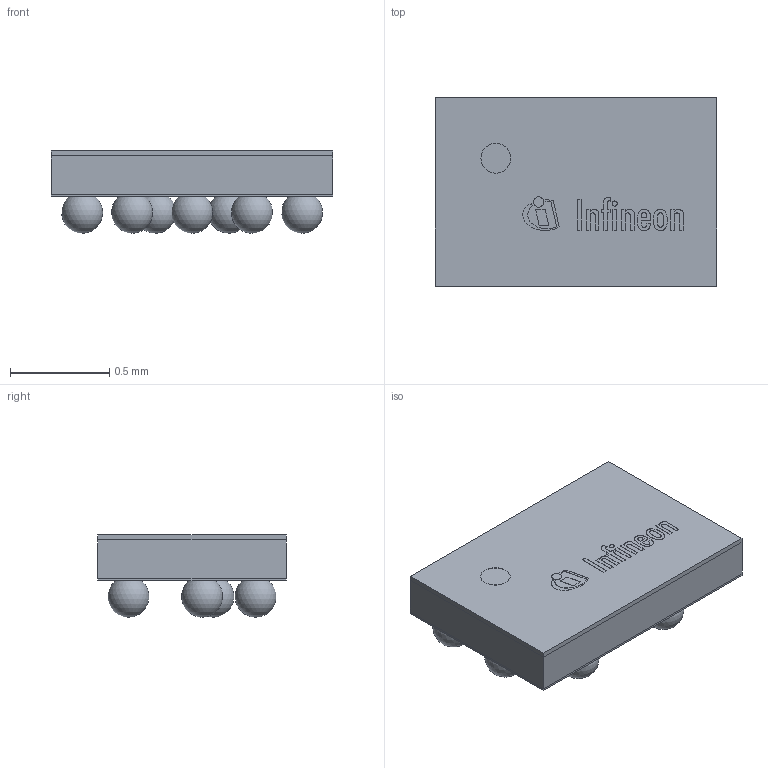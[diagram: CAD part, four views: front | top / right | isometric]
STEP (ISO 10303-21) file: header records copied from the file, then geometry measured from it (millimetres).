
FILE_DESCRIPTION(/* description */ (''),/* implementation_level */ '2;1');
FILE_NAME(/* name */ 'SG-XFWLP-9-1_Z8B00251331_V01_3D.stp',/* time_stamp */ '2024-03-14T17:43:17+05:00',/* author */ ('sivamani'),/* organization */ (''),/* preprocessor_version */ 'ST-DEVELOPER v16.13',/* originating_system */ 'AutoCAD Mechanical',/* authorisation */ '');
FILE_SCHEMA (('AUTOMOTIVE_DESIGN { 1 0 10303 214 3 1 1 }'));
Length unit declared in the file: millimetre
Products named in the file (1): Product
Bounding box: 1.42 x 0.95 x 0.42 mm (x, y, z)
Volume: 0.4 mm3; surface area: 10.5 mm2
Topology: 25 solids, 25 shells, 153 faces, 333 edges, 222 vertices
Faces by surface type: plane 120, bspline 18, sphere 9, cylinder 6
Full cylindrical faces by diameter (mm): 0.026 x1, 0.052 x1, 0.15 x2
Entity records: 4228 total; most frequent: CARTESIAN_POINT 1084, ORIENTED_EDGE 622, DIRECTION 568, EDGE_CURVE 311, LINE 254, VECTOR 254, VERTEX_POINT 213, EDGE_LOOP 162
